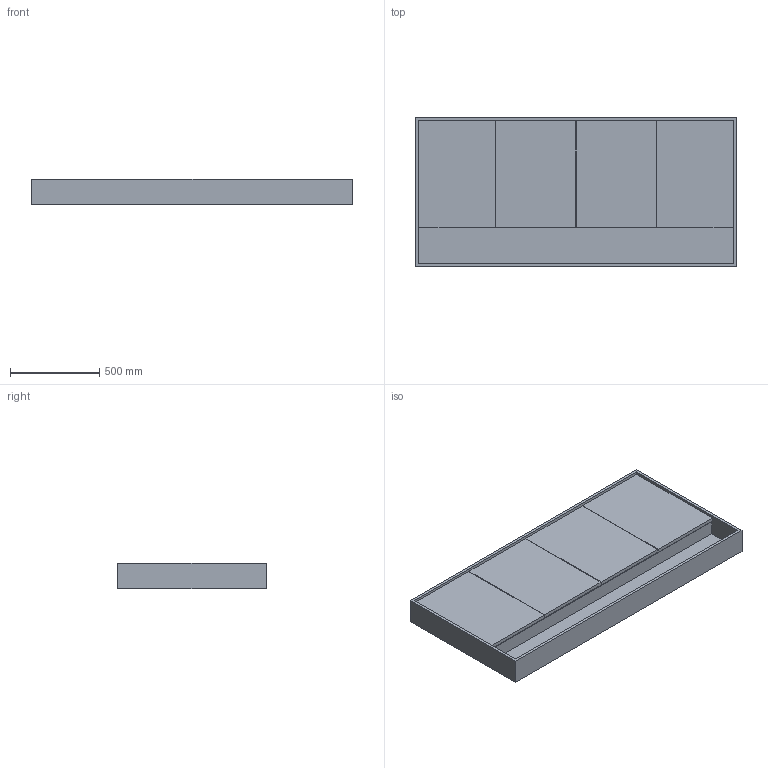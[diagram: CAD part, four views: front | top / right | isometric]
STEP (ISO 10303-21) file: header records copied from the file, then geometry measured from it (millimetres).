
FILE_DESCRIPTION (( 'STEP AP214' ), '1' );
FILE_NAME ('Kado Aspect 835H x 1800W 4D with open shelf.STEP', '2022-04-26T00:00:15', ( '' ), ( '' ), 'SwSTEP 2.0', 'SolidWorks 2018', '' );
FILE_SCHEMA (( 'AUTOMOTIVE_DESIGN' ));
Length unit declared in the file: millimetre
Products named in the file (1): Kado Aspect 835H x 1800W 4D with open shelf
Bounding box: 1800 x 835 x 145 mm (x, y, z)
Volume: 61439816 mm3; surface area: 7556332.8 mm2
Topology: 10 solids, 10 shells, 78 faces, 168 edges, 112 vertices
Faces by surface type: plane 78
Entity records: 2239 total; most frequent: CARTESIAN_POINT 359, ORIENTED_EDGE 336, DIRECTION 326, VECTOR 168, EDGE_CURVE 168, LINE 168, VERTEX_POINT 112, EDGE_LOOP 84
